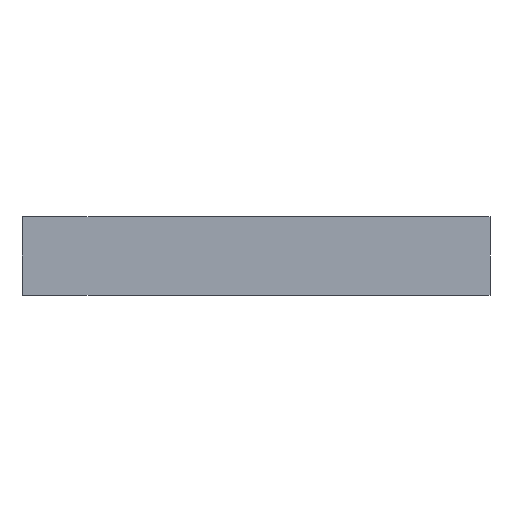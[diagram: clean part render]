
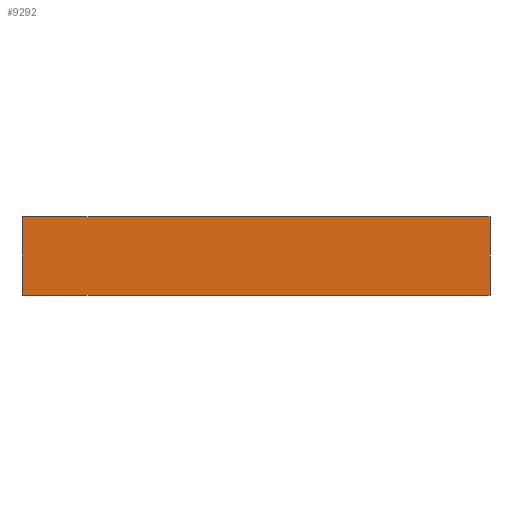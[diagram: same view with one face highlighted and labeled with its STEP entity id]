
A CAD part, front view. The second image highlights one B-rep face of the part: STEP entity #9292.
In plain terms, the highlighted planar face has unit normal (0, -1, 0).
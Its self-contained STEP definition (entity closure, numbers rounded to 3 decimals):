
#7848 = PLANE('',#7849);
#7849 = AXIS2_PLACEMENT_3D('',#7850,#7851,#7852);
#7850 = CARTESIAN_POINT('',(0.,0.,1.6)
  );
#7851 = DIRECTION('',(0.,0.,1.));
#7852 = DIRECTION('',(0.,1.,0.));
#7904 = PLANE('',#7905);
#7905 = AXIS2_PLACEMENT_3D('',#7906,#7907,#7908);
#7906 = CARTESIAN_POINT('',(0.,0.,-1.6)
  );
#7907 = DIRECTION('',(0.,0.,-1.));
#7908 = DIRECTION('',(-1.,0.,0.));
#8692 = EDGE_CURVE('',#8693,#8695,#8697,.T.);
#8693 = VERTEX_POINT('',#8694);
#8694 = CARTESIAN_POINT('',(9.5,-82.5,1.6));
#8695 = VERTEX_POINT('',#8696);
#8696 = CARTESIAN_POINT('',(-9.5,-82.5,1.6));
#8697 = SURFACE_CURVE('',#8698,(#8702,#8709),.PCURVE_S1.);
#8698 = LINE('',#8699,#8700);
#8699 = CARTESIAN_POINT('',(9.5,-82.5,1.6));
#8700 = VECTOR('',#8701,1.);
#8701 = DIRECTION('',(-1.,0.,0.));
#8702 = PCURVE('',#7848,#8703);
#8703 = DEFINITIONAL_REPRESENTATION('',(#8704),#8708);
#8704 = LINE('',#8705,#8706);
#8705 = CARTESIAN_POINT('',(-82.5,-9.5));
#8706 = VECTOR('',#8707,1.);
#8707 = DIRECTION('',(0.,1.));
#8708 = ( GEOMETRIC_REPRESENTATION_CONTEXT(2) 
PARAMETRIC_REPRESENTATION_CONTEXT() REPRESENTATION_CONTEXT('2D SPACE',''
  ) );
#8709 = PCURVE('',#8710,#8715);
#8710 = PLANE('',#8711);
#8711 = AXIS2_PLACEMENT_3D('',#8712,#8713,#8714);
#8712 = CARTESIAN_POINT('',(0.,-82.5,0.));
#8713 = DIRECTION('',(0.,-1.,0.));
#8714 = DIRECTION('',(0.,0.,-1.));
#8715 = DEFINITIONAL_REPRESENTATION('',(#8716),#8720);
#8716 = LINE('',#8717,#8718);
#8717 = CARTESIAN_POINT('',(-1.6,9.5));
#8718 = VECTOR('',#8719,1.);
#8719 = DIRECTION('',(0.,-1.));
#8720 = ( GEOMETRIC_REPRESENTATION_CONTEXT(2) 
PARAMETRIC_REPRESENTATION_CONTEXT() REPRESENTATION_CONTEXT('2D SPACE',''
  ) );
#8738 = PLANE('',#8739);
#8739 = AXIS2_PLACEMENT_3D('',#8740,#8741,#8742);
#8740 = CARTESIAN_POINT('',(9.5,-70.,0.));
#8741 = DIRECTION('',(1.,0.,0.));
#8742 = DIRECTION('',(0.,0.,1.));
#8943 = PLANE('',#8944);
#8944 = AXIS2_PLACEMENT_3D('',#8945,#8946,#8947);
#8945 = CARTESIAN_POINT('',(-9.5,-70.,0.));
#8946 = DIRECTION('',(-1.,0.,0.));
#8947 = DIRECTION('',(0.,0.,-1.));
#9007 = EDGE_CURVE('',#9008,#9010,#9012,.T.);
#9008 = VERTEX_POINT('',#9009);
#9009 = CARTESIAN_POINT('',(-9.5,-82.5,-1.6));
#9010 = VERTEX_POINT('',#9011);
#9011 = CARTESIAN_POINT('',(9.5,-82.5,-1.6));
#9012 = SURFACE_CURVE('',#9013,(#9017,#9024),.PCURVE_S1.);
#9013 = LINE('',#9014,#9015);
#9014 = CARTESIAN_POINT('',(-9.5,-82.5,-1.6));
#9015 = VECTOR('',#9016,1.);
#9016 = DIRECTION('',(1.,-0.,0.));
#9017 = PCURVE('',#7904,#9018);
#9018 = DEFINITIONAL_REPRESENTATION('',(#9019),#9023);
#9019 = LINE('',#9020,#9021);
#9020 = CARTESIAN_POINT('',(9.5,-82.5));
#9021 = VECTOR('',#9022,1.);
#9022 = DIRECTION('',(-1.,0.));
#9023 = ( GEOMETRIC_REPRESENTATION_CONTEXT(2) 
PARAMETRIC_REPRESENTATION_CONTEXT() REPRESENTATION_CONTEXT('2D SPACE',''
  ) );
#9024 = PCURVE('',#8710,#9025);
#9025 = DEFINITIONAL_REPRESENTATION('',(#9026),#9030);
#9026 = LINE('',#9027,#9028);
#9027 = CARTESIAN_POINT('',(1.6,-9.5));
#9028 = VECTOR('',#9029,1.);
#9029 = DIRECTION('',(0.,1.));
#9030 = ( GEOMETRIC_REPRESENTATION_CONTEXT(2) 
PARAMETRIC_REPRESENTATION_CONTEXT() REPRESENTATION_CONTEXT('2D SPACE',''
  ) );
#9292 = ADVANCED_FACE('',(#9293),#8710,.T.);
#9293 = FACE_BOUND('',#9294,.T.);
#9294 = EDGE_LOOP('',(#9295,#9296,#9317,#9318));
#9295 = ORIENTED_EDGE('',*,*,#9007,.T.);
#9296 = ORIENTED_EDGE('',*,*,#9297,.F.);
#9297 = EDGE_CURVE('',#8693,#9010,#9298,.T.);
#9298 = SURFACE_CURVE('',#9299,(#9303,#9310),.PCURVE_S1.);
#9299 = LINE('',#9300,#9301);
#9300 = CARTESIAN_POINT('',(9.5,-82.5,1.6));
#9301 = VECTOR('',#9302,1.);
#9302 = DIRECTION('',(0.,0.,-1.));
#9303 = PCURVE('',#8710,#9304);
#9304 = DEFINITIONAL_REPRESENTATION('',(#9305),#9309);
#9305 = LINE('',#9306,#9307);
#9306 = CARTESIAN_POINT('',(-1.6,9.5));
#9307 = VECTOR('',#9308,1.);
#9308 = DIRECTION('',(1.,0.));
#9309 = ( GEOMETRIC_REPRESENTATION_CONTEXT(2) 
PARAMETRIC_REPRESENTATION_CONTEXT() REPRESENTATION_CONTEXT('2D SPACE',''
  ) );
#9310 = PCURVE('',#8738,#9311);
#9311 = DEFINITIONAL_REPRESENTATION('',(#9312),#9316);
#9312 = LINE('',#9313,#9314);
#9313 = CARTESIAN_POINT('',(1.6,12.5));
#9314 = VECTOR('',#9315,1.);
#9315 = DIRECTION('',(-1.,0.));
#9316 = ( GEOMETRIC_REPRESENTATION_CONTEXT(2) 
PARAMETRIC_REPRESENTATION_CONTEXT() REPRESENTATION_CONTEXT('2D SPACE',''
  ) );
#9317 = ORIENTED_EDGE('',*,*,#8692,.T.);
#9318 = ORIENTED_EDGE('',*,*,#9319,.T.);
#9319 = EDGE_CURVE('',#8695,#9008,#9320,.T.);
#9320 = SURFACE_CURVE('',#9321,(#9325,#9332),.PCURVE_S1.);
#9321 = LINE('',#9322,#9323);
#9322 = CARTESIAN_POINT('',(-9.5,-82.5,1.6));
#9323 = VECTOR('',#9324,1.);
#9324 = DIRECTION('',(0.,0.,-1.));
#9325 = PCURVE('',#8710,#9326);
#9326 = DEFINITIONAL_REPRESENTATION('',(#9327),#9331);
#9327 = LINE('',#9328,#9329);
#9328 = CARTESIAN_POINT('',(-1.6,-9.5));
#9329 = VECTOR('',#9330,1.);
#9330 = DIRECTION('',(1.,0.));
#9331 = ( GEOMETRIC_REPRESENTATION_CONTEXT(2) 
PARAMETRIC_REPRESENTATION_CONTEXT() REPRESENTATION_CONTEXT('2D SPACE',''
  ) );
#9332 = PCURVE('',#8943,#9333);
#9333 = DEFINITIONAL_REPRESENTATION('',(#9334),#9338);
#9334 = LINE('',#9335,#9336);
#9335 = CARTESIAN_POINT('',(-1.6,12.5));
#9336 = VECTOR('',#9337,1.);
#9337 = DIRECTION('',(1.,0.));
#9338 = ( GEOMETRIC_REPRESENTATION_CONTEXT(2) 
PARAMETRIC_REPRESENTATION_CONTEXT() REPRESENTATION_CONTEXT('2D SPACE',''
  ) );
